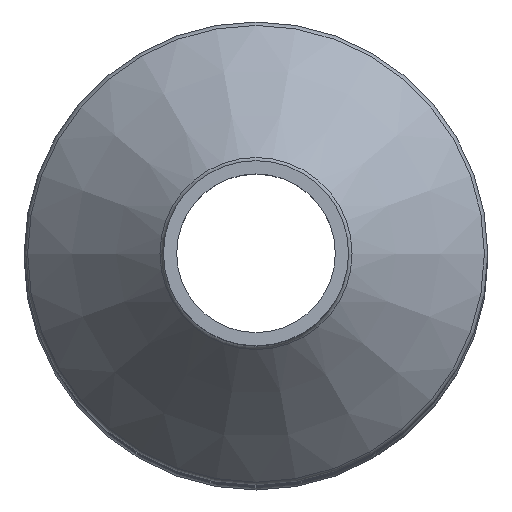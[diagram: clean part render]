
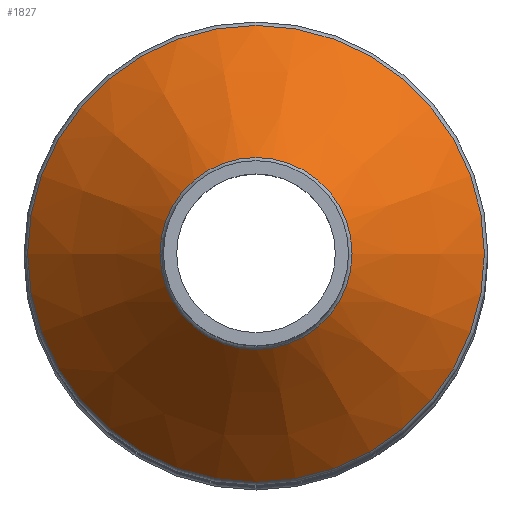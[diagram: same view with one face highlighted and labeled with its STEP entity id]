
A CAD part, top view. The second image highlights one B-rep face of the part: STEP entity #1827.
In plain terms, the highlighted conical face has half-angle 42.51 degrees and reference radius 12.5 mm.
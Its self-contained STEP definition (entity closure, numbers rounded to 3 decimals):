
#60=LINE('',#3287,#140);
#140=VECTOR('',#2606,12.5);
#220=CONICAL_SURFACE('',#2075,12.5,0.742);
#315=FACE_OUTER_BOUND('',#455,.T.);
#455=EDGE_LOOP('',(#1381,#1382,#1383,#1384));
#631=CIRCLE('',#2070,17.269);
#635=CIRCLE('',#2076,7.263);
#811=VERTEX_POINT('',#3275);
#814=VERTEX_POINT('',#3285);
#1005=EDGE_CURVE('',#811,#811,#631,.T.);
#1010=EDGE_CURVE('',#814,#814,#635,.T.);
#1011=EDGE_CURVE('',#814,#811,#60,.T.);
#1381=ORIENTED_EDGE('',*,*,#1010,.F.);
#1382=ORIENTED_EDGE('',*,*,#1011,.T.);
#1383=ORIENTED_EDGE('',*,*,#1005,.F.);
#1384=ORIENTED_EDGE('',*,*,#1011,.F.);
#1827=ADVANCED_FACE('',(#315),#220,.T.);
#2070=AXIS2_PLACEMENT_3D('',#3276,#2591,#2592);
#2075=AXIS2_PLACEMENT_3D('',#3284,#2602,#2603);
#2076=AXIS2_PLACEMENT_3D('',#3286,#2604,#2605);
#2591=DIRECTION('center_axis',(0.,0.,
-1.));
#2592=DIRECTION('ref_axis',(-1.,0.,0.));
#2602=DIRECTION('center_axis',(0.,0.,-1.));
#2603=DIRECTION('ref_axis',(1.,0.,0.));
#2604=DIRECTION('center_axis',(0.,0.,1.));
#2605=DIRECTION('ref_axis',(-1.,0.,0.));
#2606=DIRECTION('',(-0.676,0.,-0.737));
#3275=CARTESIAN_POINT('',(-24.269,0.,-23.202));
#3276=CARTESIAN_POINT('Origin',(-7.,0.,-23.202));
#3284=CARTESIAN_POINT('Origin',(-7.,0.,-18.));
#3285=CARTESIAN_POINT('',(-14.263,0.,-12.287));
#3286=CARTESIAN_POINT('Origin',(-7.,0.,-12.287));
#3287=CARTESIAN_POINT('',(-19.5,0.,-18.));
